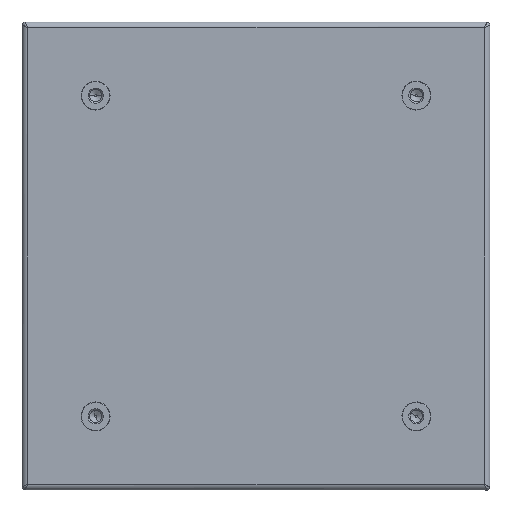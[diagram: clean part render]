
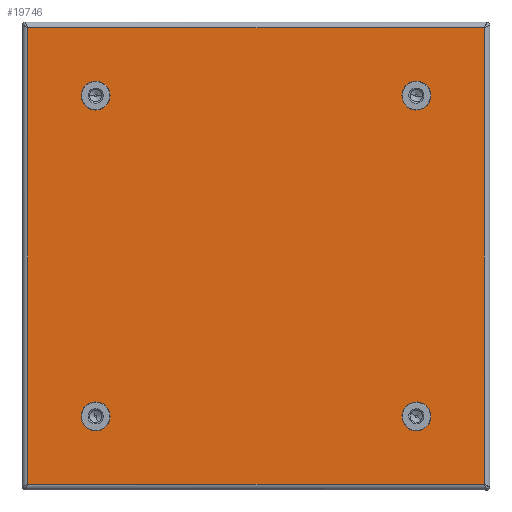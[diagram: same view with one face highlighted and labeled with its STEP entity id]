
A CAD part, front view. The second image highlights one B-rep face of the part: STEP entity #19746.
In plain terms, the highlighted face is planar.
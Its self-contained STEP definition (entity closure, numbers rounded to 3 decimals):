
#48 = VECTOR ( 'NONE', #20978, 1000. ) ;
#328 = ORIENTED_EDGE ( 'NONE', *, *, #19466, .T. ) ;
#535 = VECTOR ( 'NONE', #16606, 1000. ) ;
#668 = CARTESIAN_POINT ( 'NONE',  ( 78.25, 78.25, 0. ) ) ;
#814 = AXIS2_PLACEMENT_3D ( 'NONE', #21073, #8540, #7985 ) ;
#872 = VERTEX_POINT ( 'NONE', #7030 ) ;
#928 = CARTESIAN_POINT ( 'NONE',  ( 51., -55., 0. ) ) ;
#1010 = CARTESIAN_POINT ( 'NONE',  ( 55., 55., 0. ) ) ;
#1495 = EDGE_CURVE ( 'NONE', #21646, #872, #6054, .T. ) ;
#1523 = CARTESIAN_POINT ( 'NONE',  ( -55., 55., 0. ) ) ;
#2100 = EDGE_CURVE ( 'NONE', #20010, #4505, #11258, .T. ) ;
#2193 = AXIS2_PLACEMENT_3D ( 'NONE', #4890, #19554, #7005 ) ;
#2251 = EDGE_CURVE ( 'NONE', #7218, #20010, #16653, .T. ) ;
#2300 = EDGE_CURVE ( 'NONE', #14413, #27021, #26483, .T. ) ;
#2876 = ORIENTED_EDGE ( 'NONE', *, *, #2100, .T. ) ;
#2901 = CIRCLE ( 'NONE', #14909, 4. ) ;
#3007 = ORIENTED_EDGE ( 'NONE', *, *, #10823, .T. ) ;
#3108 = DIRECTION ( 'NONE',  ( 1., 0., 0. ) ) ;
#3390 = ORIENTED_EDGE ( 'NONE', *, *, #19800, .F. ) ;
#3602 = FACE_BOUND ( 'NONE', #26106, .T. ) ;
#3647 = DIRECTION ( 'NONE',  ( 1., 0., 0. ) ) ;
#3697 = VERTEX_POINT ( 'NONE', #7993 ) ;
#3827 = ORIENTED_EDGE ( 'NONE', *, *, #25126, .F. ) ;
#4319 = CARTESIAN_POINT ( 'NONE',  ( -59., -55., 0. ) ) ;
#4368 = VERTEX_POINT ( 'NONE', #10601 ) ;
#4505 = VERTEX_POINT ( 'NONE', #668 ) ;
#4890 = CARTESIAN_POINT ( 'NONE',  ( -55., -55., 0. ) ) ;
#5046 = ORIENTED_EDGE ( 'NONE', *, *, #9566, .F. ) ;
#5515 = EDGE_LOOP ( 'NONE', ( #26303, #18625 ) ) ;
#6054 = CIRCLE ( 'NONE', #22582, 4. ) ;
#7005 = DIRECTION ( 'NONE',  ( 1., 0., 0. ) ) ;
#7030 = CARTESIAN_POINT ( 'NONE',  ( 59., -55., 0. ) ) ;
#7061 = EDGE_CURVE ( 'NONE', #14631, #14145, #26256, .T. ) ;
#7184 = DIRECTION ( 'NONE',  ( -1., 0., 0. ) ) ;
#7218 = VERTEX_POINT ( 'NONE', #27077 ) ;
#7275 = DIRECTION ( 'NONE',  ( 0., 0., 1. ) ) ;
#7378 = LINE ( 'NONE', #10292, #17209 ) ;
#7490 = LINE ( 'NONE', #15918, #11747 ) ;
#7622 = CARTESIAN_POINT ( 'NONE',  ( 59., 55., 0. ) ) ;
#7985 = DIRECTION ( 'NONE',  ( 1., 0., 0. ) ) ;
#7993 = CARTESIAN_POINT ( 'NONE',  ( -59., 55., 0. ) ) ;
#8357 = CARTESIAN_POINT ( 'NONE',  ( -882.75, -78.25, 0. ) ) ;
#8490 = EDGE_CURVE ( 'NONE', #3697, #4368, #19744, .T. ) ;
#8540 = DIRECTION ( 'NONE',  ( 0., 0., 1. ) ) ;
#9203 = FACE_BOUND ( 'NONE', #10996, .T. ) ;
#9566 = EDGE_CURVE ( 'NONE', #4368, #3697, #2901, .T. ) ;
#9765 = CARTESIAN_POINT ( 'NONE',  ( -55., 55., 0. ) ) ;
#9844 = CARTESIAN_POINT ( 'NONE',  ( -55., -55., 0. ) ) ;
#10292 = CARTESIAN_POINT ( 'NONE',  ( -78.25, 882.75, 0. ) ) ;
#10601 = CARTESIAN_POINT ( 'NONE',  ( -51., 55., 0. ) ) ;
#10733 = DIRECTION ( 'NONE',  ( 0., 0., 1. ) ) ;
#10823 = EDGE_CURVE ( 'NONE', #4505, #12089, #7490, .T. ) ;
#10996 = EDGE_LOOP ( 'NONE', ( #3827, #25007 ) ) ;
#11258 = LINE ( 'NONE', #22932, #48 ) ;
#11747 = VECTOR ( 'NONE', #18029, 1000. ) ;
#11884 = DIRECTION ( 'NONE',  ( 1., 0., 0. ) ) ;
#11956 = DIRECTION ( 'NONE',  ( 1., 0., 0. ) ) ;
#12089 = VERTEX_POINT ( 'NONE', #23065 ) ;
#12742 = EDGE_LOOP ( 'NONE', ( #2876, #3007, #328, #20263 ) ) ;
#13463 = CIRCLE ( 'NONE', #26103, 4. ) ;
#14145 = VERTEX_POINT ( 'NONE', #4319 ) ;
#14413 = VERTEX_POINT ( 'NONE', #7622 ) ;
#14631 = VERTEX_POINT ( 'NONE', #18956 ) ;
#14752 = FACE_BOUND ( 'NONE', #17049, .T. ) ;
#14909 = AXIS2_PLACEMENT_3D ( 'NONE', #1523, #16224, #3647 ) ;
#15424 = FACE_BOUND ( 'NONE', #5515, .T. ) ;
#15511 = CARTESIAN_POINT ( 'NONE',  ( -80.25, -80.25, 0. ) ) ;
#15684 = DIRECTION ( 'NONE',  ( 0., 0., 1. ) ) ;
#15918 = CARTESIAN_POINT ( 'NONE',  ( 882.75, 78.25, 0. ) ) ;
#15965 = DIRECTION ( 'NONE',  ( 1., 0., 0. ) ) ;
#16224 = DIRECTION ( 'NONE',  ( 0., 0., 1. ) ) ;
#16511 = CARTESIAN_POINT ( 'NONE',  ( 78.25, -78.25, 0. ) ) ;
#16606 = DIRECTION ( 'NONE',  ( 1., 0., 0. ) ) ;
#16653 = LINE ( 'NONE', #8357, #535 ) ;
#17049 = EDGE_LOOP ( 'NONE', ( #25956, #3390 ) ) ;
#17209 = VECTOR ( 'NONE', #22838, 1000. ) ;
#17422 = ORIENTED_EDGE ( 'NONE', *, *, #8490, .F. ) ;
#17987 = CARTESIAN_POINT ( 'NONE',  ( 55., -55., 0. ) ) ;
#18029 = DIRECTION ( 'NONE',  ( -1., 0., 0. ) ) ;
#18625 = ORIENTED_EDGE ( 'NONE', *, *, #19676, .F. ) ;
#18956 = CARTESIAN_POINT ( 'NONE',  ( -51., -55., 0. ) ) ;
#19466 = EDGE_CURVE ( 'NONE', #12089, #7218, #7378, .T. ) ;
#19554 = DIRECTION ( 'NONE',  ( 0., 0., 1. ) ) ;
#19676 = EDGE_CURVE ( 'NONE', #14145, #14631, #26584, .T. ) ;
#19738 = DIRECTION ( 'NONE',  ( 0., 0., -1. ) ) ;
#19744 = CIRCLE ( 'NONE', #20003, 4. ) ;
#19746 = ADVANCED_FACE ( 'NONE', ( #15424, #9203, #14752, #3602, #25241 ), #21634, .F. ) ;
#19800 = EDGE_CURVE ( 'NONE', #27021, #14413, #13463, .T. ) ;
#20003 = AXIS2_PLACEMENT_3D ( 'NONE', #9765, #24436, #11884 ) ;
#20010 = VERTEX_POINT ( 'NONE', #16511 ) ;
#20263 = ORIENTED_EDGE ( 'NONE', *, *, #2251, .T. ) ;
#20276 = CARTESIAN_POINT ( 'NONE',  ( 51., 55., 0. ) ) ;
#20447 = AXIS2_PLACEMENT_3D ( 'NONE', #23302, #10733, #25394 ) ;
#20978 = DIRECTION ( 'NONE',  ( 0., 1., 0. ) ) ;
#21073 = CARTESIAN_POINT ( 'NONE',  ( 55., 55., 0. ) ) ;
#21634 = PLANE ( 'NONE',  #24711 ) ;
#21646 = VERTEX_POINT ( 'NONE', #928 ) ;
#22582 = AXIS2_PLACEMENT_3D ( 'NONE', #17987, #7275, #15965 ) ;
#22838 = DIRECTION ( 'NONE',  ( 0., -1., 0. ) ) ;
#22897 = CIRCLE ( 'NONE', #20447, 4. ) ;
#22932 = CARTESIAN_POINT ( 'NONE',  ( 78.25, -882.75, 0. ) ) ;
#23065 = CARTESIAN_POINT ( 'NONE',  ( -78.25, 78.25, 0. ) ) ;
#23302 = CARTESIAN_POINT ( 'NONE',  ( 55., -55., 0. ) ) ;
#23653 = AXIS2_PLACEMENT_3D ( 'NONE', #9844, #24510, #11956 ) ;
#24436 = DIRECTION ( 'NONE',  ( 0., 0., 1. ) ) ;
#24510 = DIRECTION ( 'NONE',  ( 0., 0., 1. ) ) ;
#24711 = AXIS2_PLACEMENT_3D ( 'NONE', #15511, #19738, #7184 ) ;
#25007 = ORIENTED_EDGE ( 'NONE', *, *, #1495, .F. ) ;
#25126 = EDGE_CURVE ( 'NONE', #872, #21646, #22897, .T. ) ;
#25241 = FACE_OUTER_BOUND ( 'NONE', #12742, .T. ) ;
#25394 = DIRECTION ( 'NONE',  ( 1., 0., 0. ) ) ;
#25956 = ORIENTED_EDGE ( 'NONE', *, *, #2300, .F. ) ;
#26103 = AXIS2_PLACEMENT_3D ( 'NONE', #1010, #15684, #3108 ) ;
#26106 = EDGE_LOOP ( 'NONE', ( #5046, #17422 ) ) ;
#26256 = CIRCLE ( 'NONE', #23653, 4. ) ;
#26303 = ORIENTED_EDGE ( 'NONE', *, *, #7061, .F. ) ;
#26483 = CIRCLE ( 'NONE', #814, 4. ) ;
#26584 = CIRCLE ( 'NONE', #2193, 4. ) ;
#27021 = VERTEX_POINT ( 'NONE', #20276 ) ;
#27077 = CARTESIAN_POINT ( 'NONE',  ( -78.25, -78.25, 0. ) ) ;
